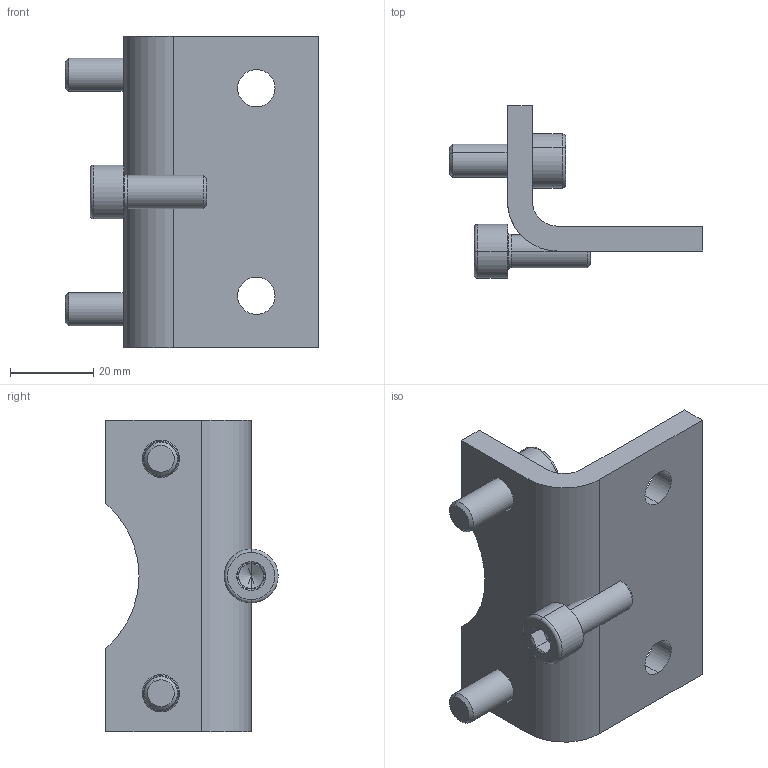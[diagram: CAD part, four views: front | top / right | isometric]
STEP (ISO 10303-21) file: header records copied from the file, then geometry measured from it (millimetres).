
FILE_DESCRIPTION(('HOOPS Exchange Step'),'2;1');
FILE_NAME('export-840DCC11-673F-44AA-86C6-E404D9CA4B46.stp','2024-05-13T14:42:26+02:00',('Engineering'),('Alibre'),'HOOPS Exchange 2023.0','Alibre','Unknown authorisation');
FILE_SCHEMA( ('AP242_MANAGED_MODEL_BASED_3D_ENGINEERING_MIM_LF {1 0 10303 442 1 1 4 }') );
Length unit declared in the file: millimetre
Products named in the file (3): 6842-1 W0950632001 - Hinge - Foot Model A 063 - HINGE; 6842-2 W0950632001 - Hinge - Foot Model A 063 - Cylinder head screw DIN 912 M8x20; 6842 W0950632001 - Hinge - Foot Model A 063
Assembly tree (3 placements, depth 2):
  6842 W0950632001 - Hinge - Foot Model A 063
    6842-1 W0950632001 - Hinge - Foot Model A 063 - HINGE
    6842-2 W0950632001 - Hinge - Foot Model A 063 - Cylinder head screw DIN 912 M8x20  x2
Bounding box: 61 x 41.5 x 75 mm (x, y, z)
Volume: 35524.9 mm3; surface area: 15832.1 mm2
Topology: 4 solids, 4 shells, 119 faces, 272 edges, 161 vertices
Faces by surface type: plane 54, cone 24, cylinder 23, torus 18
Entity records: 1685 total; most frequent: CARTESIAN_POINT 297, DIRECTION 294, ORIENTED_EDGE 252, EDGE_CURVE 126, AXIS2_PLACEMENT_3D 116, VERTEX_POINT 79, EDGE_LOOP 63, FACE_BOUND 63
